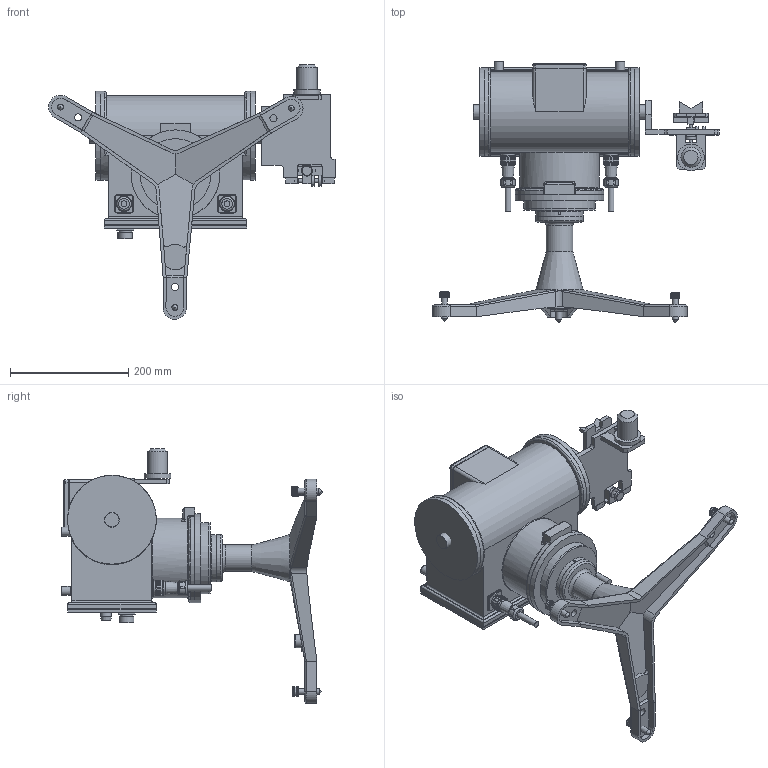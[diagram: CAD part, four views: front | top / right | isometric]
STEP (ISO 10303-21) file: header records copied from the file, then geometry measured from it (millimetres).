
FILE_DESCRIPTION (( 'STEP AP203' ), '1' );
FILE_NAME ('STR-22G_Model.STEP', '2020-09-30T06:33:40', ( '' ), ( '' ), 'SwSTEP 2.0', 'SolidWorks 2017', '' );
FILE_SCHEMA (( 'CONFIG_CONTROL_DESIGN' ));
Length unit declared in the file: millimetre
Products named in the file (1): STR-22G_Model
Bounding box: 484.3 x 440.5 x 429.97 mm (x, y, z)
Volume: 4632651.8 mm3; surface area: 941031.4 mm2
Topology: 41 solids, 41 shells, 1230 faces, 3143 edges, 2038 vertices
Faces by surface type: plane 648, cylinder 387, torus 82, bspline 67, cone 41, sphere 5
Full cylindrical faces by diameter (mm): 4 x3, 6 x6, 6.5 x4, 7 x5, 9 x3, 9.5 x2, 10 x5, 11 x2, 12 x3, 13 x1, 15 x4, 17 x2, 18 x4, 18.5 x1, 21 x2, 22 x4, 24 x2, 24.5 x3, 25 x4, 26 x2, 27 x2, 32 x1, 34 x1, 36 x1, 38 x1, 45 x2, 55 x1, 60 x1, 80 x2, 120 x5
Entity records: 39732 total; most frequent: CARTESIAN_POINT 11507, ORIENTED_EDGE 5922, DIRECTION 5578, EDGE_CURVE 2961, AXIS2_PLACEMENT_3D 2108, VERTEX_POINT 2000, EDGE_LOOP 1433, LINE 1362
